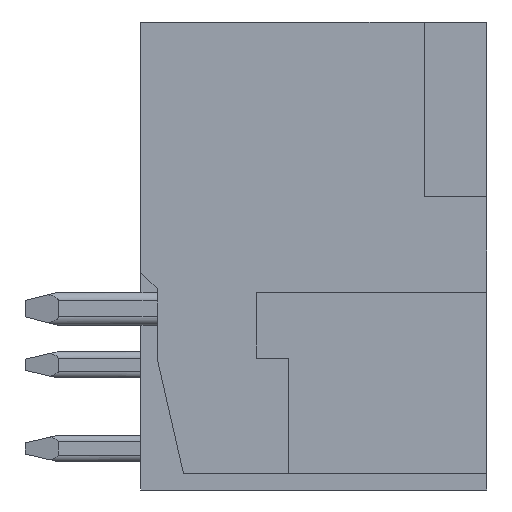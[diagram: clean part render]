
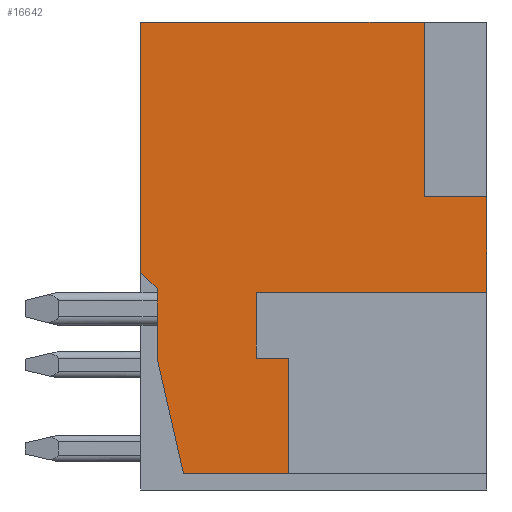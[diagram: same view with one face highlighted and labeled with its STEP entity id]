
A CAD part, front view. The second image highlights one B-rep face of the part: STEP entity #16642.
In plain terms, the highlighted planar face has unit normal (0, -1, 0).
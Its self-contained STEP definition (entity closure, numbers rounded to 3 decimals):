
#117=DIRECTION('',(1.,0.,0.));
#118=VECTOR('',#117,7.);
#119=CARTESIAN_POINT('',(-1.75,-32.99,-1.1));
#120=LINE('',#119,#118);
#578=DIRECTION('',(0.223,0.,-0.975));
#579=VECTOR('',#578,3.59);
#580=CARTESIAN_POINT('',(-4.75,-32.99,-3.1));
#581=LINE('',#580,#579);
#582=DIRECTION('',(0.,0.,1.));
#583=VECTOR('',#582,2.1);
#584=CARTESIAN_POINT('',(-4.75,-32.99,-3.1));
#585=LINE('',#584,#583);
#586=DIRECTION('',(0.707,0.,-0.707));
#587=VECTOR('',#586,0.707);
#588=CARTESIAN_POINT('',(-5.25,-32.99,-0.5));
#589=LINE('',#588,#587);
#590=DIRECTION('',(0.,0.,-1.));
#591=VECTOR('',#590,7.6);
#592=CARTESIAN_POINT('',(-5.25,-32.99,7.1));
#593=LINE('',#592,#591);
#594=DIRECTION('',(-1.,0.,0.));
#595=VECTOR('',#594,8.6);
#596=CARTESIAN_POINT('',(3.35,-32.99,7.1));
#597=LINE('',#596,#595);
#598=DIRECTION('',(0.,0.,-1.));
#599=VECTOR('',#598,5.3);
#600=CARTESIAN_POINT('',(3.35,-32.99,7.1));
#601=LINE('',#600,#599);
#602=DIRECTION('',(-1.,0.,0.));
#603=VECTOR('',#602,1.9);
#604=CARTESIAN_POINT('',(5.25,-32.99,1.8));
#605=LINE('',#604,#603);
#606=DIRECTION('',(0.,0.,1.));
#607=VECTOR('',#606,2.9);
#608=CARTESIAN_POINT('',(5.25,-32.99,-1.1));
#609=LINE('',#608,#607);
#610=DIRECTION('',(0.,0.,-1.));
#611=VECTOR('',#610,2.);
#612=CARTESIAN_POINT('',(-1.75,-32.99,-1.1));
#613=LINE('',#612,#611);
#614=DIRECTION('',(1.,0.,0.));
#615=VECTOR('',#614,1.);
#616=CARTESIAN_POINT('',(-1.75,-32.99,-3.1));
#617=LINE('',#616,#615);
#618=DIRECTION('',(0.,0.,1.));
#619=VECTOR('',#618,3.5);
#620=CARTESIAN_POINT('',(-0.75,-32.99,-6.6));
#621=LINE('',#620,#619);
#622=DIRECTION('',(1.,0.,0.));
#623=VECTOR('',#622,3.2);
#624=CARTESIAN_POINT('',(-3.95,-32.99,-6.6));
#625=LINE('',#624,#623);
#12689=CARTESIAN_POINT('',(-5.25,-32.99,7.1));
#12691=VERTEX_POINT('',#12689);
#12719=CARTESIAN_POINT('',(3.35,-32.99,7.1));
#12720=VERTEX_POINT('',#12719);
#12721=CARTESIAN_POINT('',(5.25,-32.99,1.8));
#12723=VERTEX_POINT('',#12721);
#12731=CARTESIAN_POINT('',(3.35,-32.99,1.8));
#12732=VERTEX_POINT('',#12731);
#12771=CARTESIAN_POINT('',(5.25,-32.99,-1.1));
#12772=VERTEX_POINT('',#12771);
#12777=CARTESIAN_POINT('',(-1.75,-32.99,-3.1));
#12778=CARTESIAN_POINT('',(-0.75,-32.99,-3.1));
#12779=VERTEX_POINT('',#12777);
#12780=VERTEX_POINT('',#12778);
#12783=CARTESIAN_POINT('',(-0.75,-32.99,-6.6));
#12784=VERTEX_POINT('',#12783);
#12785=CARTESIAN_POINT('',(-1.75,-32.99,-1.1));
#12786=VERTEX_POINT('',#12785);
#12789=CARTESIAN_POINT('',(-5.25,-32.99,-0.5));
#12790=CARTESIAN_POINT('',(-4.75,-32.99,-1.));
#12791=VERTEX_POINT('',#12789);
#12792=VERTEX_POINT('',#12790);
#12805=CARTESIAN_POINT('',(-4.75,-32.99,-3.1));
#12806=CARTESIAN_POINT('',(-3.95,-32.99,-6.6));
#12807=VERTEX_POINT('',#12805);
#12808=VERTEX_POINT('',#12806);
#16614=CARTESIAN_POINT('',(0.,-32.99,0.));
#16615=DIRECTION('',(0.,-1.,0.));
#16616=DIRECTION('',(1.,0.,0.));
#16617=AXIS2_PLACEMENT_3D('',#16614,#16615,#16616);
#16618=PLANE('',#16617);
#16619=ORIENTED_EDGE('',*,*,#16605,.F.);
#16620=ORIENTED_EDGE('',*,*,#16545,.T.);
#16622=ORIENTED_EDGE('',*,*,#16621,.F.);
#16624=ORIENTED_EDGE('',*,*,#16623,.F.);
#16626=ORIENTED_EDGE('',*,*,#16625,.F.);
#16628=ORIENTED_EDGE('',*,*,#16627,.T.);
#16630=ORIENTED_EDGE('',*,*,#16629,.F.);
#16632=ORIENTED_EDGE('',*,*,#16631,.F.);
#16633=ORIENTED_EDGE('',*,*,#16046,.F.);
#16634=ORIENTED_EDGE('',*,*,#16104,.T.);
#16636=ORIENTED_EDGE('',*,*,#16635,.T.);
#16638=ORIENTED_EDGE('',*,*,#16637,.F.);
#16639=ORIENTED_EDGE('',*,*,#16227,.F.);
#16640=EDGE_LOOP('',(#16619,#16620,#16622,#16624,#16626,#16628,#16630,#16632,
#16633,#16634,#16636,#16638,#16639));
#16641=FACE_OUTER_BOUND('',#16640,.F.);
#16642=ADVANCED_FACE('',(#16641),#16618,.T.);
#16046=EDGE_CURVE('',#12786,#12772,#120,.T.);
#16104=EDGE_CURVE('',#12786,#12779,#613,.T.);
#16227=EDGE_CURVE('',#12808,#12784,#625,.T.);
#16545=EDGE_CURVE('',#12807,#12792,#585,.T.);
#16605=EDGE_CURVE('',#12807,#12808,#581,.T.);
#16621=EDGE_CURVE('',#12791,#12792,#589,.T.);
#16623=EDGE_CURVE('',#12691,#12791,#593,.T.);
#16625=EDGE_CURVE('',#12720,#12691,#597,.T.);
#16627=EDGE_CURVE('',#12720,#12732,#601,.T.);
#16629=EDGE_CURVE('',#12723,#12732,#605,.T.);
#16631=EDGE_CURVE('',#12772,#12723,#609,.T.);
#16635=EDGE_CURVE('',#12779,#12780,#617,.T.);
#16637=EDGE_CURVE('',#12784,#12780,#621,.T.);
